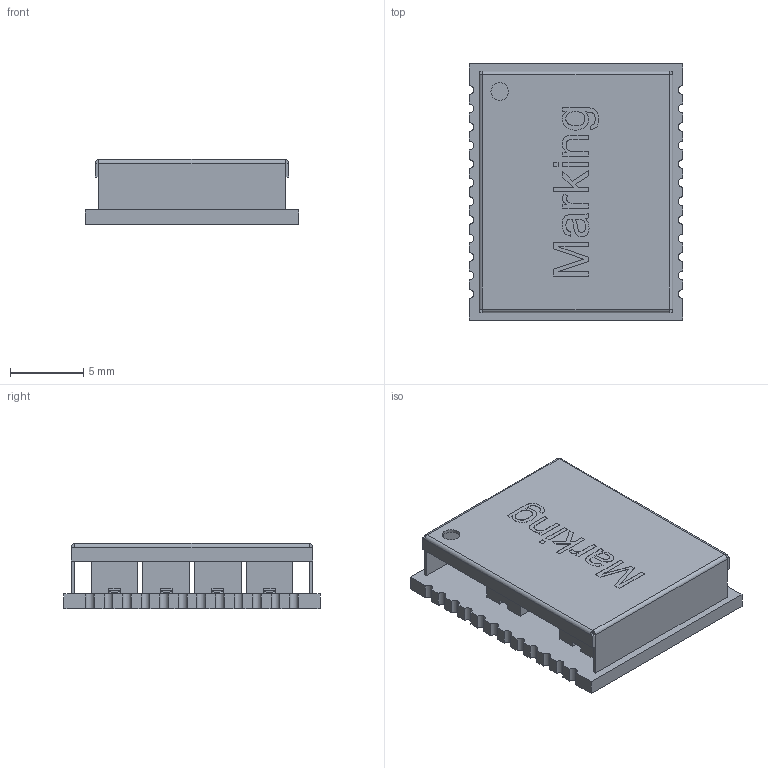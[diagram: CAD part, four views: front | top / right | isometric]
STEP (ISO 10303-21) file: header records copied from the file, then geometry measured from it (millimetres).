
FILE_DESCRIPTION(/* description */ ('Unknown'),/* implementation_level */ '2;1');
FILE_NAME(/* name */ 'T_Wurth_WE-LANAQ_749020310',/* time_stamp */ '2025-08-26T14:49:29+08:00',/* author */ ('Unknown'),/* organization */ ('Unknown'),/* preprocessor_version */ 'ST-DEVELOPER v19.4',/* originating_system */ 'Solid Edge',/* authorisation */ 'Unknown');
FILE_SCHEMA (('AUTOMOTIVE_DESIGN {1 0 10303 214 3 1 1}'));
Length unit declared in the file: millimetre
Products named in the file (2): T_Wurth_WE-LANAQ_749020310
Assembly tree (1 placements, depth 2):
  T_Wurth_WE-LANAQ_749020310
    T_Wurth_WE-LANAQ_749020310
Bounding box: 14.6 x 17.53 x 4.45 mm (x, y, z)
Volume: 466.6 mm3; surface area: 1722.6 mm2
Topology: 1 solids, 1 shells, 1131 faces, 3022 edges, 1863 vertices
Faces by surface type: cylinder 434, torus 432, plane 250, bspline 15
Full cylindrical faces by diameter (mm): 0.05 x184, 0.1 x168, 1.2 x1
Entity records: 38931 total; most frequent: CARTESIAN_POINT 8307, DIRECTION 4251, ORIENTED_EDGE 3958, EDGE_LOOP 2059, FACE_BOUND 2059, EDGE_CURVE 1979, AXIS2_PLACEMENT_3D 1728, VERTEX_POINT 1590
